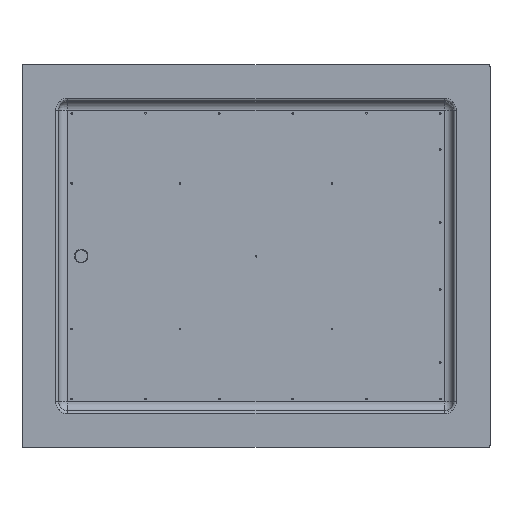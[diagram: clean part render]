
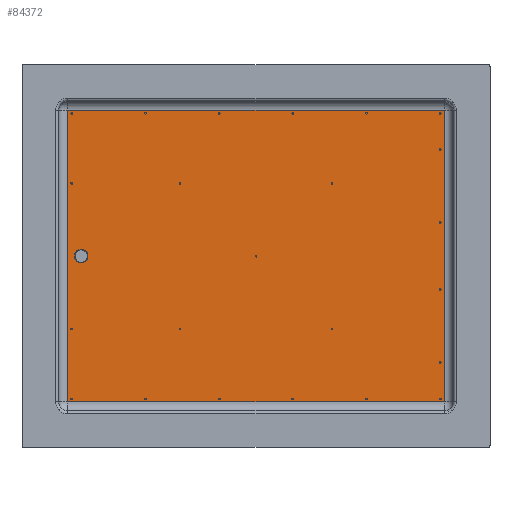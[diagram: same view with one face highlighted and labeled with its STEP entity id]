
A CAD part, top view. The second image highlights one B-rep face of the part: STEP entity #84372.
In plain terms, the highlighted planar face has unit normal (0, 0, 1).
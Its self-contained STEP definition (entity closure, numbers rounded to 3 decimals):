
#2981=FACE_BOUND('',#12025,.T.);
#3920=PLANE('',#90091);
#7395=FACE_OUTER_BOUND('',#12024,.T.);
#12024=EDGE_LOOP('',(#60678,#60679,#60680,#60681));
#12025=EDGE_LOOP('',(#60682,#60683));
#17416=LINE('',#145775,#24450);
#17417=LINE('',#145777,#24451);
#17418=LINE('',#145779,#24452);
#17419=LINE('',#145780,#24453);
#24450=VECTOR('',#102438,10.);
#24451=VECTOR('',#102439,10.);
#24452=VECTOR('',#102440,10.);
#24453=VECTOR('',#102441,10.);
#30647=CIRCLE('',#90092,11.);
#30648=CIRCLE('',#90093,11.);
#35407=VERTEX_POINT('',#145773);
#35408=VERTEX_POINT('',#145774);
#35409=VERTEX_POINT('',#145776);
#35410=VERTEX_POINT('',#145778);
#35411=VERTEX_POINT('',#145781);
#35412=VERTEX_POINT('',#145782);
#44804=EDGE_CURVE('',#35407,#35408,#17416,.T.);
#44805=EDGE_CURVE('',#35408,#35409,#17417,.T.);
#44806=EDGE_CURVE('',#35409,#35410,#17418,.T.);
#44807=EDGE_CURVE('',#35410,#35407,#17419,.T.);
#44808=EDGE_CURVE('',#35411,#35412,#30647,.T.);
#44809=EDGE_CURVE('',#35412,#35411,#30648,.T.);
#60678=ORIENTED_EDGE('',*,*,#44804,.T.);
#60679=ORIENTED_EDGE('',*,*,#44805,.T.);
#60680=ORIENTED_EDGE('',*,*,#44806,.T.);
#60681=ORIENTED_EDGE('',*,*,#44807,.T.);
#60682=ORIENTED_EDGE('',*,*,#44808,.T.);
#60683=ORIENTED_EDGE('',*,*,#44809,.T.);
#84372=ADVANCED_FACE('',(#7395,#2981),#3920,.F.);
#90091=AXIS2_PLACEMENT_3D('',#145772,#102436,#102437);
#90092=AXIS2_PLACEMENT_3D('',#145783,#102442,#102443);
#90093=AXIS2_PLACEMENT_3D('',#145784,#102444,#102445);
#102436=DIRECTION('center_axis',(0.,0.,
-1.));
#102437=DIRECTION('ref_axis',(-1.,0.,0.));
#102438=DIRECTION('',(0.,-1.,0.));
#102439=DIRECTION('',(1.,0.,0.));
#102440=DIRECTION('',(0.,1.,0.));
#102441=DIRECTION('',(-1.,0.,0.));
#102442=DIRECTION('center_axis',(0.,0.,
-1.));
#102443=DIRECTION('ref_axis',(1.,0.,0.));
#102444=DIRECTION('center_axis',(0.,0.,
-1.));
#102445=DIRECTION('ref_axis',(1.,0.,0.));
#145772=CARTESIAN_POINT('Origin',(0.,0.,
-103.5));
#145773=CARTESIAN_POINT('',(-310.,240.,-103.5));
#145774=CARTESIAN_POINT('',(-310.,-240.,-103.5));
#145775=CARTESIAN_POINT('',(-310.,-128.25,-103.5));
#145776=CARTESIAN_POINT('',(310.,-240.,-103.5));
#145777=CARTESIAN_POINT('',(163.25,-240.,-103.5));
#145778=CARTESIAN_POINT('',(310.,240.,-103.5));
#145779=CARTESIAN_POINT('',(310.,128.25,-103.5));
#145780=CARTESIAN_POINT('',(-163.25,240.,-103.5));
#145781=CARTESIAN_POINT('',(-276.5,0.,-103.5));
#145782=CARTESIAN_POINT('',(-298.5,0.,-103.5));
#145783=CARTESIAN_POINT('Origin',(-287.5,0.,-103.5));
#145784=CARTESIAN_POINT('Origin',(-287.5,0.,-103.5));
